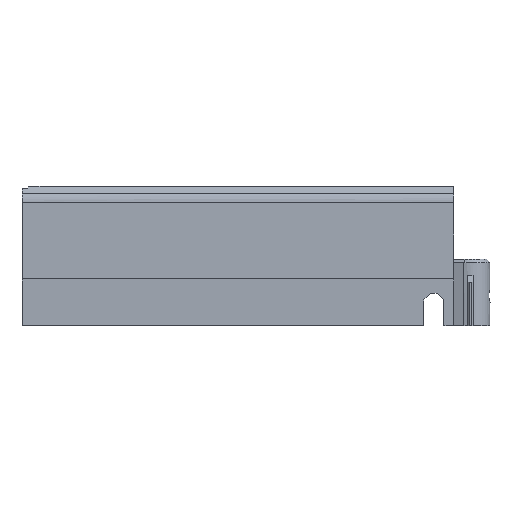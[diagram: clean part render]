
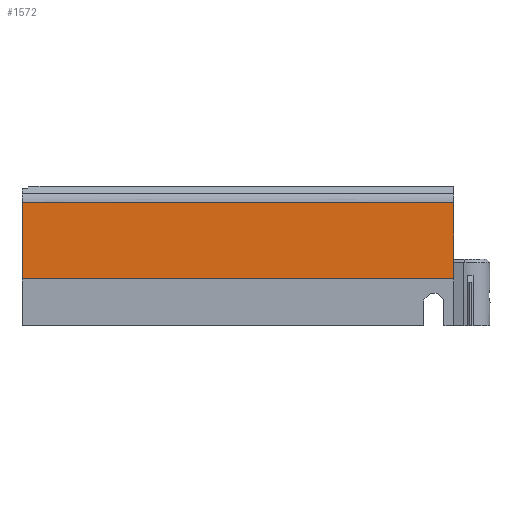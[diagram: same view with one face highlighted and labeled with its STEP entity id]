
A CAD part, top view. The second image highlights one B-rep face of the part: STEP entity #1572.
In plain terms, the highlighted free-form (B-spline) face has degree [5, 1] with [9, 2] control points.
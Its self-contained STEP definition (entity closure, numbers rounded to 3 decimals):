
#64=(
BOUNDED_CURVE()
B_SPLINE_CURVE(5,(#2366,#2367,#2368,#2369,#2370,#2371),.UNSPECIFIED.,.F.,
 .F.)
B_SPLINE_CURVE_WITH_KNOTS((6,6),(-0.058,0.),.UNSPECIFIED.)
CURVE()
GEOMETRIC_REPRESENTATION_ITEM()
RATIONAL_B_SPLINE_CURVE((1.,1.,1.,1.,1.,1.))
REPRESENTATION_ITEM('')
);
#65=(
BOUNDED_CURVE()
B_SPLINE_CURVE(5,(#2372,#2373,#2374,#2375,#2376,#2377,#2378,#2379),
 .UNSPECIFIED.,.F.,.F.)
B_SPLINE_CURVE_WITH_KNOTS((6,1,1,6),(-0.293,-0.2,-0.1,-0.058),
 .UNSPECIFIED.)
CURVE()
GEOMETRIC_REPRESENTATION_ITEM()
RATIONAL_B_SPLINE_CURVE((1.,1.,1.,1.,1.,1.,1.,1.))
REPRESENTATION_ITEM('')
);
#68=(
BOUNDED_SURFACE()
B_SPLINE_SURFACE(5,1,((#2345,#2346),(#2347,#2348),(#2349,#2350),(#2351,
#2352),(#2353,#2354),(#2355,#2356),(#2357,#2358),(#2359,#2360),(#2361,#2362)),
 .UNSPECIFIED.,.F.,.F.,.F.)
B_SPLINE_SURFACE_WITH_KNOTS((6,1,1,1,6),(2,2),(-0.317,-0.3,
-0.2,-0.1,0.),(-13.,13.),.UNSPECIFIED.)
GEOMETRIC_REPRESENTATION_ITEM()
RATIONAL_B_SPLINE_SURFACE(((1.,1.),(1.,1.),(1.,1.),(1.,1.),(1.,1.),(1.,
1.),(1.,1.),(1.,1.),(1.,1.)))
REPRESENTATION_ITEM('')
SURFACE()
);
#72=B_SPLINE_CURVE_WITH_KNOTS('',3,(#2201,#2202,#2203,#2204,#2205,#2206,
#2207,#2208,#2209,#2210,#2211,#2212,#2213,#2214,#2215,#2216,#2217,#2218,
#2219,#2220,#2221,#2222,#2223,#2224,#2225,#2226,#2227,#2228,#2229,#2230,
#2231),.UNSPECIFIED.,.F.,.F.,(4,3,3,3,3,3,3,3,3,3,4),(-2.266,
-2.088,-1.909,-1.727,-1.543,
-1.346,-1.135,-0.898,-0.581,
-0.256,0.),.UNSPECIFIED.);
#76=B_SPLINE_CURVE_WITH_KNOTS('',3,(#2332,#2333,#2334,#2335),
 .UNSPECIFIED.,.F.,.F.,(4,4),(13.01,26.),.UNSPECIFIED.);
#94=FACE_OUTER_BOUND('',#178,.T.);
#178=EDGE_LOOP('',(#1070,#1071,#1072,#1073,#1074));
#289=LINE('',#2364,#478);
#478=VECTOR('',#1814,10.);
#647=VERTEX_POINT('',#2198);
#648=VERTEX_POINT('',#2200);
#665=VERTEX_POINT('',#2331);
#667=VERTEX_POINT('',#2363);
#668=VERTEX_POINT('',#2365);
#803=EDGE_CURVE('',#648,#647,#72,.T.);
#825=EDGE_CURVE('',#648,#665,#76,.T.);
#828=EDGE_CURVE('',#647,#667,#289,.T.);
#829=EDGE_CURVE('',#668,#667,#64,.T.);
#830=EDGE_CURVE('',#665,#668,#65,.T.);
#1070=ORIENTED_EDGE('',*,*,#803,.T.);
#1071=ORIENTED_EDGE('',*,*,#828,.T.);
#1072=ORIENTED_EDGE('',*,*,#829,.F.);
#1073=ORIENTED_EDGE('',*,*,#830,.F.);
#1074=ORIENTED_EDGE('',*,*,#825,.F.);
#1572=ADVANCED_FACE('',(#94),#68,.T.);
#1814=DIRECTION('',(1.,0.,0.));
#2198=CARTESIAN_POINT('',(0.1,399.073,8.5));
#2200=CARTESIAN_POINT('',(0.1,422.089,8.181));
#2201=CARTESIAN_POINT('Ctrl Pts',(0.1,422.089,8.181));
#2202=CARTESIAN_POINT('Ctrl Pts',(0.1,421.557,8.193));
#2203=CARTESIAN_POINT('Ctrl Pts',(0.1,421.02,8.205));
#2204=CARTESIAN_POINT('Ctrl Pts',(0.1,420.478,8.216));
#2205=CARTESIAN_POINT('Ctrl Pts',(0.1,419.93,8.228));
#2206=CARTESIAN_POINT('Ctrl Pts',(0.1,419.377,8.239));
#2207=CARTESIAN_POINT('Ctrl Pts',(0.1,418.819,8.25));
#2208=CARTESIAN_POINT('Ctrl Pts',(0.1,418.254,8.261));
#2209=CARTESIAN_POINT('Ctrl Pts',(0.1,417.683,8.271));
#2210=CARTESIAN_POINT('Ctrl Pts',(0.1,417.107,8.282));
#2211=CARTESIAN_POINT('Ctrl Pts',(0.1,416.524,8.292));
#2212=CARTESIAN_POINT('Ctrl Pts',(0.1,415.934,8.302));
#2213=CARTESIAN_POINT('Ctrl Pts',(0.1,415.339,8.312));
#2214=CARTESIAN_POINT('Ctrl Pts',(0.1,414.701,8.322));
#2215=CARTESIAN_POINT('Ctrl Pts',(0.1,414.057,8.332));
#2216=CARTESIAN_POINT('Ctrl Pts',(0.1,413.406,8.342));
#2217=CARTESIAN_POINT('Ctrl Pts',(0.1,412.705,8.353));
#2218=CARTESIAN_POINT('Ctrl Pts',(0.1,411.997,8.363));
#2219=CARTESIAN_POINT('Ctrl Pts',(0.1,411.281,8.372));
#2220=CARTESIAN_POINT('Ctrl Pts',(0.1,410.479,8.383));
#2221=CARTESIAN_POINT('Ctrl Pts',(0.1,409.668,8.394));
#2222=CARTESIAN_POINT('Ctrl Pts',(0.1,408.846,8.404));
#2223=CARTESIAN_POINT('Ctrl Pts',(0.1,407.747,8.417));
#2224=CARTESIAN_POINT('Ctrl Pts',(0.1,406.629,8.43));
#2225=CARTESIAN_POINT('Ctrl Pts',(0.1,405.493,8.442));
#2226=CARTESIAN_POINT('Ctrl Pts',(0.1,404.332,8.454));
#2227=CARTESIAN_POINT('Ctrl Pts',(0.1,403.151,8.465));
#2228=CARTESIAN_POINT('Ctrl Pts',(0.1,401.952,8.476));
#2229=CARTESIAN_POINT('Ctrl Pts',(0.1,401.004,8.484));
#2230=CARTESIAN_POINT('Ctrl Pts',(0.1,400.044,8.492));
#2231=CARTESIAN_POINT('Ctrl Pts',(0.1,399.073,8.5));
#2331=CARTESIAN_POINT('',(130.,422.089,8.181));
#2332=CARTESIAN_POINT('Ctrl Pts',(0.1,422.089,8.181));
#2333=CARTESIAN_POINT('Ctrl Pts',(43.4,422.089,8.181));
#2334=CARTESIAN_POINT('Ctrl Pts',(86.7,422.089,8.181));
#2335=CARTESIAN_POINT('Ctrl Pts',(130.,422.089,8.181));
#2345=CARTESIAN_POINT('Ctrl Pts',(-130.,423.693,8.142));
#2346=CARTESIAN_POINT('Ctrl Pts',(130.,423.693,8.142));
#2347=CARTESIAN_POINT('Ctrl Pts',(-130.,423.466,8.148));
#2348=CARTESIAN_POINT('Ctrl Pts',(130.,423.466,8.148));
#2349=CARTESIAN_POINT('Ctrl Pts',(-130.,421.869,8.187));
#2350=CARTESIAN_POINT('Ctrl Pts',(130.,421.869,8.187));
#2351=CARTESIAN_POINT('Ctrl Pts',(-130.,418.84,8.254));
#2352=CARTESIAN_POINT('Ctrl Pts',(130.,418.84,8.254));
#2353=CARTESIAN_POINT('Ctrl Pts',(-130.,414.213,8.337));
#2354=CARTESIAN_POINT('Ctrl Pts',(130.,414.213,8.337));
#2355=CARTESIAN_POINT('Ctrl Pts',(-130.,409.261,8.404));
#2356=CARTESIAN_POINT('Ctrl Pts',(130.,409.261,8.404));
#2357=CARTESIAN_POINT('Ctrl Pts',(-130.,404.278,8.457));
#2358=CARTESIAN_POINT('Ctrl Pts',(130.,404.278,8.457));
#2359=CARTESIAN_POINT('Ctrl Pts',(-130.,400.829,8.486));
#2360=CARTESIAN_POINT('Ctrl Pts',(130.,400.829,8.486));
#2361=CARTESIAN_POINT('Ctrl Pts',(-130.,399.073,8.5));
#2362=CARTESIAN_POINT('Ctrl Pts',(130.,399.073,8.5));
#2363=CARTESIAN_POINT('',(130.,399.073,8.5));
#2364=CARTESIAN_POINT('',(0.,399.073,8.5));
#2365=CARTESIAN_POINT('',(130.,404.041,8.456));
#2366=CARTESIAN_POINT('Ctrl Pts',(130.,404.041,8.456));
#2367=CARTESIAN_POINT('Ctrl Pts',(130.,403.069,8.466));
#2368=CARTESIAN_POINT('Ctrl Pts',(130.,402.086,8.475));
#2369=CARTESIAN_POINT('Ctrl Pts',(130.,401.092,8.484));
#2370=CARTESIAN_POINT('Ctrl Pts',(130.,400.088,8.492));
#2371=CARTESIAN_POINT('Ctrl Pts',(130.,399.073,8.5));
#2372=CARTESIAN_POINT('Ctrl Pts',(130.,422.089,8.181));
#2373=CARTESIAN_POINT('Ctrl Pts',(130.,420.793,8.21));
#2374=CARTESIAN_POINT('Ctrl Pts',(130.,418.059,8.268));
#2375=CARTESIAN_POINT('Ctrl Pts',(130.,414.594,8.329));
#2376=CARTESIAN_POINT('Ctrl Pts',(130.,410.949,8.381));
#2377=CARTESIAN_POINT('Ctrl Pts',(130.,407.125,8.425));
#2378=CARTESIAN_POINT('Ctrl Pts',(130.,404.751,8.449));
#2379=CARTESIAN_POINT('Ctrl Pts',(130.,404.041,8.456));
